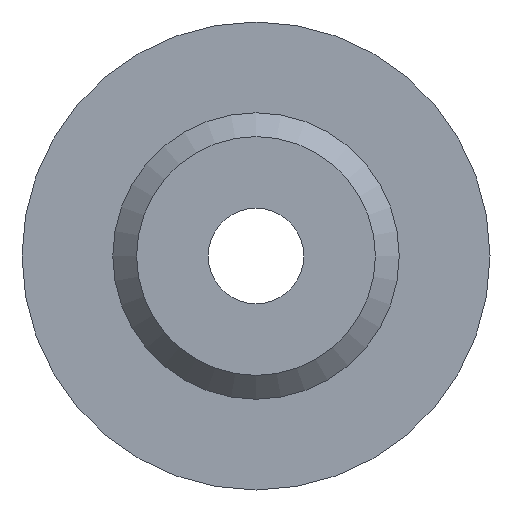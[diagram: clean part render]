
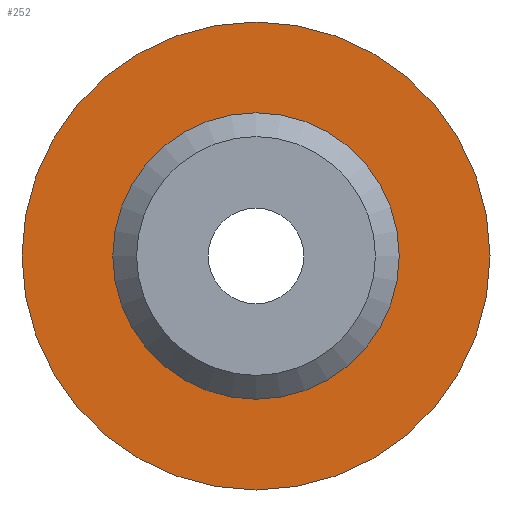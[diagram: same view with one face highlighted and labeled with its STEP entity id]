
A CAD part, front view. The second image highlights one B-rep face of the part: STEP entity #252.
In plain terms, the highlighted planar face has unit normal (0, -1, 0).
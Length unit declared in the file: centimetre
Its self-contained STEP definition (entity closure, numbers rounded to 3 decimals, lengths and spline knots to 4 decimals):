
#113=PLANE('',#278);
#126=VERTEX_POINT('',#317);
#127=VERTEX_POINT('',#320);
#140=CIRCLE('',#277,0.14);
#141=CIRCLE('',#279,0.49);
#154=EDGE_CURVE('',#126,#126,#140,.T.);
#155=EDGE_CURVE('',#127,#127,#141,.T.);
#179=ORIENTED_EDGE('',*,*,#155,.F.);
#180=ORIENTED_EDGE('',*,*,#154,.T.);
#207=EDGE_LOOP('',(#179));
#208=EDGE_LOOP('',(#180));
#235=FACE_BOUND('',#207,.T.);
#236=FACE_BOUND('',#208,.T.);
#252=ADVANCED_FACE('',(#235,#236),#113,.T.);
#277=AXIS2_PLACEMENT_3D('',#316,#366,#367);
#278=AXIS2_PLACEMENT_3D('',#318,#368,$);
#279=AXIS2_PLACEMENT_3D('',#319,#369,#370);
#316=CARTESIAN_POINT('',(0.,0.71,0.));
#317=CARTESIAN_POINT('',(-0.14,0.71,0.));
#318=CARTESIAN_POINT('',(-0.315,0.71,0.));
#319=CARTESIAN_POINT('',(0.,0.71,0.));
#320=CARTESIAN_POINT('',(-0.49,0.71,0.));
#366=DIRECTION('',(0.,1.,0.));
#367=DIRECTION('',(-0.14,0.,0.));
#368=DIRECTION('',(0.,-1.,0.));
#369=DIRECTION('',(0.,1.,0.));
#370=DIRECTION('',(-0.49,0.,0.));
